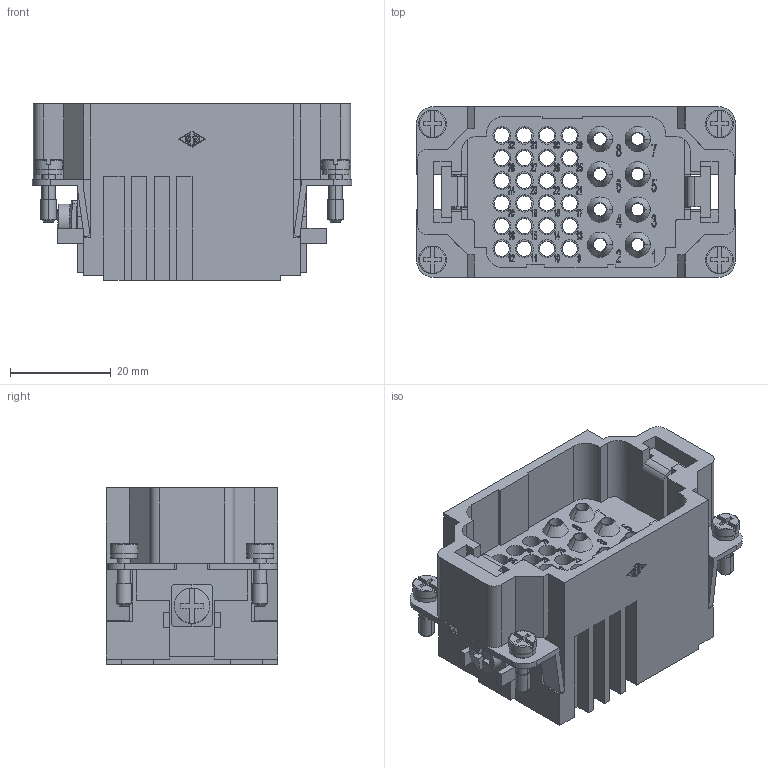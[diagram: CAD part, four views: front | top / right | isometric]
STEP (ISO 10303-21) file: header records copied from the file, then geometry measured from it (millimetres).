
FILE_DESCRIPTION((''),'2;1');
FILE_NAME('CXM 8_24.stp','2006-10-25T14:57:09',('gembarski'),(''),'Autodesk Inventor 7','Autodesk Inventor 7','');
FILE_SCHEMA(('AUTOMOTIVE_DESIGN { 1 0 10303 214 1 1 1 1 }'));
Length unit declared in the file: millimetre
Products named in the file (1): CXM 8_24
Bounding box: 63.4 x 34 x 35 mm (x, y, z)
Volume: 29277.9 mm3; surface area: 26764.9 mm2
Topology: 2 solids, 2 shells, 2218 faces, 5972 edges, 3967 vertices
Faces by surface type: bspline 1179, plane 905, cylinder 102, cone 20, torus 8, sphere 4
Entity records: 75836 total; most frequent: CARTESIAN_POINT 26487, ORIENTED_EDGE 11948, DIRECTION 6883, EDGE_CURVE 5974, VERTEX_POINT 3967, VECTOR 3625, LINE 3625, EDGE_LOOP 2515
